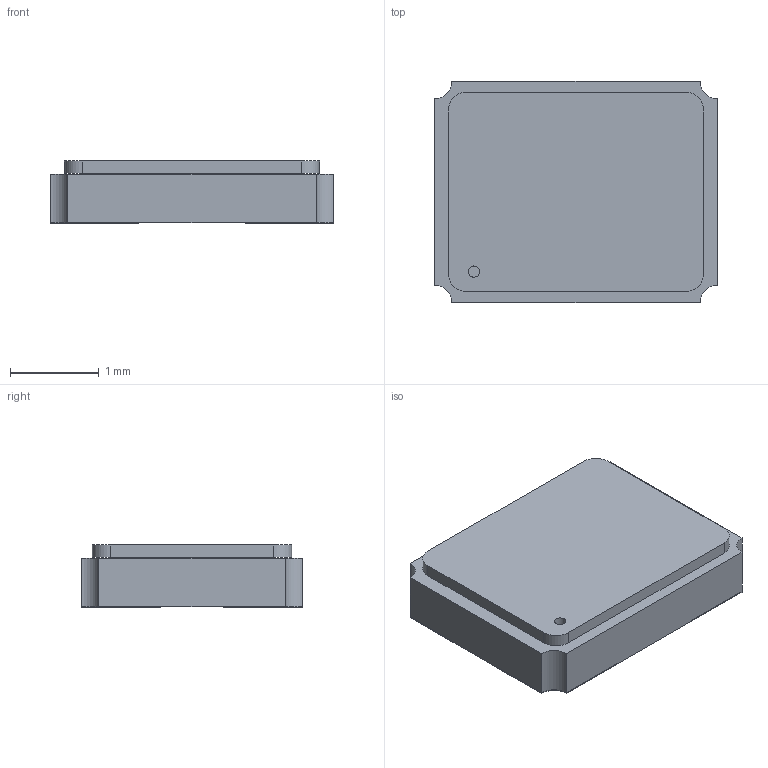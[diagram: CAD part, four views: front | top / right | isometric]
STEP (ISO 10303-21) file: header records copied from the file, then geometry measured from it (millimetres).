
FILE_DESCRIPTION(/* description */ (''),/* implementation_level */ '2;1');
FILE_NAME(/* name */ 'OSC-1010 - OSCCC320X250X69N v1.step',/* time_stamp */ '2022-07-01T14:35:41-07:00',/* author */ (''),/* organization */ (''),/* preprocessor_version */ 'ST-DEVELOPER v19',/* originating_system */ 'Autodesk Translation Framework v11.7.0.108',/* authorisation */ '');
FILE_SCHEMA (('AUTOMOTIVE_DESIGN { 1 0 10303 214 3 1 1 }'));
Length unit declared in the file: millimetre
Products named in the file (2): OSC-1010 - OSCCC320X250X69N; Model
Assembly tree (1 placements, depth 2):
  OSC-1010 - OSCCC320X250X69N
    Model
Bounding box: 3.2 x 2.5 x 0.7 mm (x, y, z)
Volume: 5.3 mm3; surface area: 43.2 mm2
Topology: 6 solids, 6 shells, 50 faces, 111 edges, 74 vertices
Faces by surface type: plane 37, cylinder 13
Full cylindrical faces by diameter (mm): 0.128 x1
Entity records: 1454 total; most frequent: DIRECTION 243, CARTESIAN_POINT 238, ORIENTED_EDGE 222, EDGE_CURVE 111, LINE 85, VECTOR 85, AXIS2_PLACEMENT_3D 79, VERTEX_POINT 74
